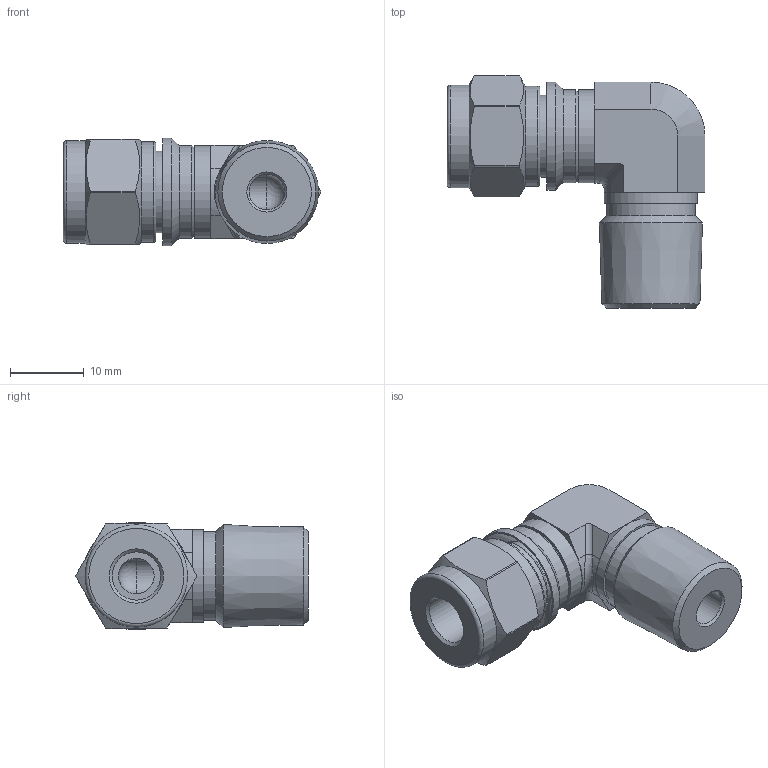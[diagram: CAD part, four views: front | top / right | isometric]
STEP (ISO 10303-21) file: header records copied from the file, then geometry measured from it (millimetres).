
FILE_DESCRIPTION(/* description */ (''),/* implementation_level */ '2;1');
FILE_NAME(/* name */ 'SMEI-4-4N.stp',/* time_stamp */ '2022-05-16T15:31:50+09:00',/* author */ ('user'),/* organization */ (''),/* preprocessor_version */ 'ST-DEVELOPER v18.1',/* originating_system */ 'Autodesk Inventor 2022',/* authorisation */ '');
FILE_SCHEMA (('AUTOMOTIVE_DESIGN { 1 0 10303 214 3 1 1 }'));
Length unit declared in the file: millimetre
Products named in the file (1): SME-4-4N
Bounding box: 34.98 x 31.5 x 14.6 mm (x, y, z)
Volume: 5995 mm3; surface area: 3780.6 mm2
Topology: 1 solids, 1 shells, 67 faces, 154 edges, 96 vertices
Faces by surface type: plane 26, cylinder 23, cone 14, torus 2, bspline 1, sphere 1
Full cylindrical faces by diameter (mm): 4.826 x2, 6.55 x1, 9.4 x1, 10.1 x1, 11.113 x1, 12 x1, 12.6 x3, 13.6 x1, 13.9 x1, 14.6 x1
Entity records: 1952 total; most frequent: CARTESIAN_POINT 370, DIRECTION 345, ORIENTED_EDGE 306, EDGE_CURVE 153, AXIS2_PLACEMENT_3D 137, VERTEX_POINT 96, EDGE_LOOP 77, LINE 71
